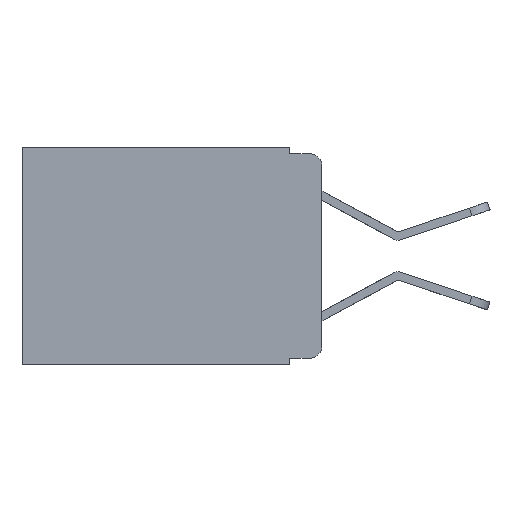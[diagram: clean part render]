
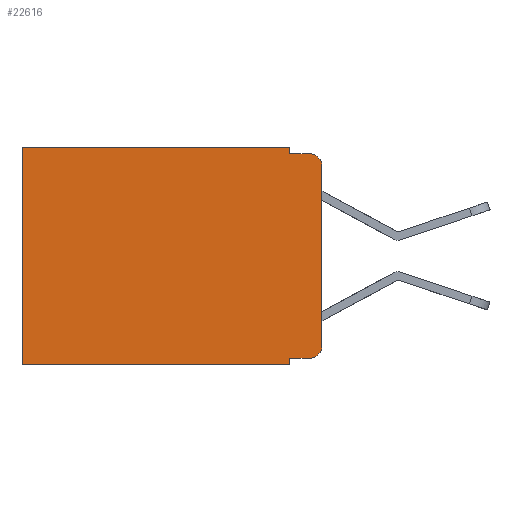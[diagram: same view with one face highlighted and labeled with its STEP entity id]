
A CAD part, left-side view. The second image highlights one B-rep face of the part: STEP entity #22616.
In plain terms, the highlighted planar face has unit normal (-1, 0, 0).
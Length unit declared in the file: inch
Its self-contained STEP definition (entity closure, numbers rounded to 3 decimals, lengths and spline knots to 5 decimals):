
#114 = ORIENTED_EDGE ( 'NONE', *, *, #16732, .F. ) ;
#168 = ORIENTED_EDGE ( 'NONE', *, *, #13002, .T. ) ;
#396 = EDGE_CURVE ( 'NONE', #16290, #8365, #18206, .T. ) ;
#1099 = EDGE_CURVE ( 'NONE', #23314, #7038, #17306, .T. ) ;
#1566 = CARTESIAN_POINT ( 'NONE',  ( 0.298, 0.051, -0.333 ) ) ;
#1711 = AXIS2_PLACEMENT_3D ( 'NONE', #4571, #19378, #8280 ) ;
#1860 = ORIENTED_EDGE ( 'NONE', *, *, #22874, .F. ) ;
#2508 = EDGE_CURVE ( 'NONE', #17002, #10110, #10008, .T. ) ;
#2676 = EDGE_LOOP ( 'NONE', ( #12753, #7205, #21577, #1860, #7172, #8966, #11405, #114, #15704, #168 ) ) ;
#3239 = VERTEX_POINT ( 'NONE', #22064 ) ;
#3506 = LINE ( 'NONE', #9427, #8479 ) ;
#4068 = CARTESIAN_POINT ( 'NONE',  ( 0.298, 0., -0.313 ) ) ;
#4571 = CARTESIAN_POINT ( 'NONE',  ( 0.298, 0., 0. ) ) ;
#5097 = VECTOR ( 'NONE', #13894, 39.37008 ) ;
#5659 = DIRECTION ( 'NONE',  ( 0., 0., -1. ) ) ;
#6250 = CIRCLE ( 'NONE', #14968, 0.02 ) ;
#6595 = VERTEX_POINT ( 'NONE', #15878 ) ;
#7038 = VERTEX_POINT ( 'NONE', #14674 ) ;
#7120 = CARTESIAN_POINT ( 'NONE',  ( 0.298, 0.02, -0.01 ) ) ;
#7172 = ORIENTED_EDGE ( 'NONE', *, *, #1099, .T. ) ;
#7205 = ORIENTED_EDGE ( 'NONE', *, *, #8807, .T. ) ;
#7371 = LINE ( 'NONE', #12992, #12326 ) ;
#7500 = CARTESIAN_POINT ( 'NONE',  ( 0.298, 0.051, 0. ) ) ;
#8192 = VECTOR ( 'NONE', #16530, 39.37008 ) ;
#8280 = DIRECTION ( 'NONE',  ( 0., 0., -1. ) ) ;
#8350 = VECTOR ( 'NONE', #22945, 39.37008 ) ;
#8365 = VERTEX_POINT ( 'NONE', #18873 ) ;
#8479 = VECTOR ( 'NONE', #5659, 39.37008 ) ;
#8807 = EDGE_CURVE ( 'NONE', #13692, #10110, #6250, .T. ) ;
#8966 = ORIENTED_EDGE ( 'NONE', *, *, #21654, .T. ) ;
#9152 = CARTESIAN_POINT ( 'NONE',  ( 0.298, 0., 0. ) ) ;
#9427 = CARTESIAN_POINT ( 'NONE',  ( 0.298, 0., 0. ) ) ;
#9797 = DIRECTION ( 'NONE',  ( -1., 0., 0. ) ) ;
#10008 = LINE ( 'NONE', #21334, #5097 ) ;
#10110 = VERTEX_POINT ( 'NONE', #7120 ) ;
#10836 = CARTESIAN_POINT ( 'NONE',  ( 0.298, 0.02, -0.03 ) ) ;
#11089 = DIRECTION ( 'NONE',  ( 0., 1., 0. ) ) ;
#11405 = ORIENTED_EDGE ( 'NONE', *, *, #396, .F. ) ;
#11717 = CARTESIAN_POINT ( 'NONE',  ( 0.298, 0., -0.03 ) ) ;
#11886 = CARTESIAN_POINT ( 'NONE',  ( 0.298, 0.051, -0.01 ) ) ;
#12326 = VECTOR ( 'NONE', #20332, 39.37008 ) ;
#12720 = DIRECTION ( 'NONE',  ( 0., 0., -1. ) ) ;
#12753 = ORIENTED_EDGE ( 'NONE', *, *, #15028, .F. ) ;
#12774 = CIRCLE ( 'NONE', #19659, 0.02 ) ;
#12992 = CARTESIAN_POINT ( 'NONE',  ( 0.298, 0.473, 0. ) ) ;
#13002 = EDGE_CURVE ( 'NONE', #6595, #21156, #12774, .T. ) ;
#13153 = LINE ( 'NONE', #1566, #8192 ) ;
#13692 = VERTEX_POINT ( 'NONE', #11717 ) ;
#13894 = DIRECTION ( 'NONE',  ( 0., -1., 0. ) ) ;
#13987 = LINE ( 'NONE', #23772, #18316 ) ;
#14429 = CARTESIAN_POINT ( 'NONE',  ( 0.298, 0.051, 0. ) ) ;
#14674 = CARTESIAN_POINT ( 'NONE',  ( 0.298, 0.473, 0. ) ) ;
#14968 = AXIS2_PLACEMENT_3D ( 'NONE', #10836, #23737, #12720 ) ;
#15028 = EDGE_CURVE ( 'NONE', #13692, #21156, #3506, .T. ) ;
#15399 = LINE ( 'NONE', #7500, #15975 ) ;
#15480 = EDGE_CURVE ( 'NONE', #3239, #6595, #13153, .T. ) ;
#15704 = ORIENTED_EDGE ( 'NONE', *, *, #15480, .T. ) ;
#15878 = CARTESIAN_POINT ( 'NONE',  ( 0.298, 0.02, -0.333 ) ) ;
#15975 = VECTOR ( 'NONE', #20456, 39.37008 ) ;
#16290 = VERTEX_POINT ( 'NONE', #20753 ) ;
#16530 = DIRECTION ( 'NONE',  ( 0., -1., 0. ) ) ;
#16732 = EDGE_CURVE ( 'NONE', #3239, #16290, #15399, .T. ) ;
#17002 = VERTEX_POINT ( 'NONE', #11886 ) ;
#17306 = LINE ( 'NONE', #9152, #22206 ) ;
#17525 = PLANE ( 'NONE',  #1711 ) ;
#18206 = LINE ( 'NONE', #22754, #8350 ) ;
#18316 = VECTOR ( 'NONE', #20170, 39.37008 ) ;
#18633 = FACE_OUTER_BOUND ( 'NONE', #2676, .T. ) ;
#18873 = CARTESIAN_POINT ( 'NONE',  ( 0.298, 0.473, -0.343 ) ) ;
#19378 = DIRECTION ( 'NONE',  ( 1., 0., 0. ) ) ;
#19659 = AXIS2_PLACEMENT_3D ( 'NONE', #20866, #9797, #22706 ) ;
#20170 = DIRECTION ( 'NONE',  ( 0., 0., -1. ) ) ;
#20332 = DIRECTION ( 'NONE',  ( 0., 0., -1. ) ) ;
#20456 = DIRECTION ( 'NONE',  ( 0., 0., -1. ) ) ;
#20753 = CARTESIAN_POINT ( 'NONE',  ( 0.298, 0.051, -0.343 ) ) ;
#20866 = CARTESIAN_POINT ( 'NONE',  ( 0.298, 0.02, -0.313 ) ) ;
#21156 = VERTEX_POINT ( 'NONE', #4068 ) ;
#21334 = CARTESIAN_POINT ( 'NONE',  ( 0.298, 0.051, -0.01 ) ) ;
#21577 = ORIENTED_EDGE ( 'NONE', *, *, #2508, .F. ) ;
#21654 = EDGE_CURVE ( 'NONE', #7038, #8365, #7371, .T. ) ;
#22064 = CARTESIAN_POINT ( 'NONE',  ( 0.298, 0.051, -0.333 ) ) ;
#22206 = VECTOR ( 'NONE', #11089, 39.37008 ) ;
#22616 = ADVANCED_FACE ( 'NONE', ( #18633 ), #17525, .F. ) ;
#22706 = DIRECTION ( 'NONE',  ( 0., 0., -1. ) ) ;
#22754 = CARTESIAN_POINT ( 'NONE',  ( 0.298, 0., -0.343 ) ) ;
#22874 = EDGE_CURVE ( 'NONE', #23314, #17002, #13987, .T. ) ;
#22945 = DIRECTION ( 'NONE',  ( 0., 1., 0. ) ) ;
#23314 = VERTEX_POINT ( 'NONE', #14429 ) ;
#23737 = DIRECTION ( 'NONE',  ( -1., 0., 0. ) ) ;
#23772 = CARTESIAN_POINT ( 'NONE',  ( 0.298, 0.051, 0. ) ) ;
